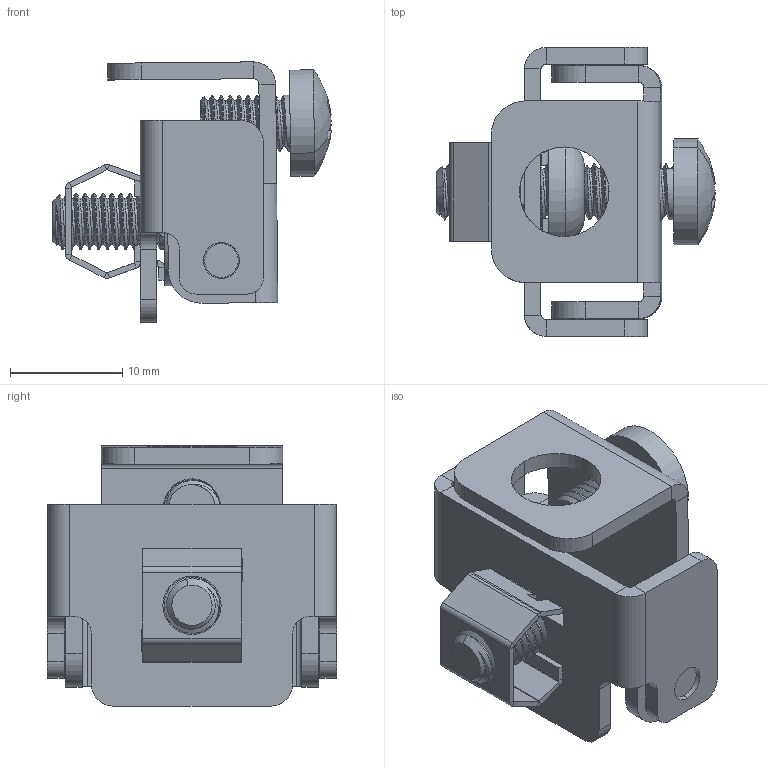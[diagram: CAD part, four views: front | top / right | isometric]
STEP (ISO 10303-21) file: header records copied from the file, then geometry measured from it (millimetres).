
FILE_DESCRIPTION (( 'STEP AP203' ), '1' );
FILE_NAME ('595.6.3.2.STEP', '2018-07-17T07:59:15', ( '' ), ( '' ), 'SwSTEP 2.0', 'SolidWorks 2017', '' );
FILE_SCHEMA (( 'CONFIG_CONTROL_DESIGN' ));
Length unit declared in the file: millimetre
Products named in the file (6): 30303015; 32103089; pan head screw ISO 7045 M5_8; hexagon head screw ISO 4017A M6-12 b=14mm l=6mm; 32103090_Varsay考an; 595.6.3.2
Assembly tree (5 placements, depth 2):
  595.6.3.2
    30303015
    32103089
    pan head screw ISO 7045 M5_8
    hexagon head screw ISO 4017A M6-12 b=14mm l=6mm
    32103090_Varsay考an
Bounding box: 24.86 x 25.8 x 23.23 mm (x, y, z)
Volume: 3767.9 mm3; surface area: 6283.3 mm2
Topology: 6 solids, 6 shells, 358 faces, 916 edges, 573 vertices
Faces by surface type: plane 194, cylinder 138, cone 14, bspline 8, sphere 2, torus 2
Entity records: 15677 total; most frequent: CARTESIAN_POINT 6551, ORIENTED_EDGE 1832, DIRECTION 1744, EDGE_CURVE 916, AXIS2_PLACEMENT_3D 610, VERTEX_POINT 573, LINE 524, VECTOR 524
